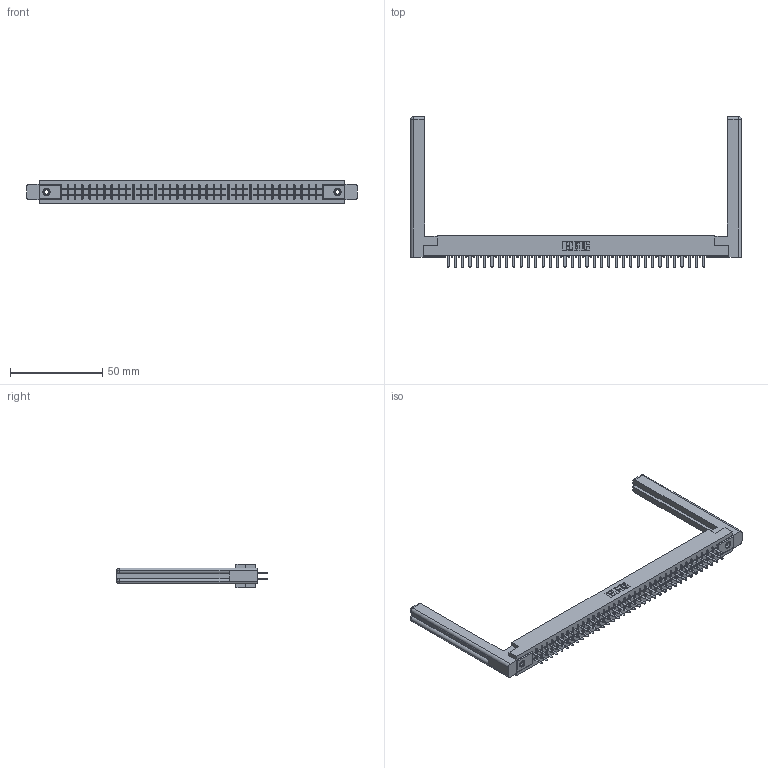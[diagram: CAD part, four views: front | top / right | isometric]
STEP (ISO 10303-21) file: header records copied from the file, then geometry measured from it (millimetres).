
FILE_DESCRIPTION (( 'STEP AP203' ), '1' );
FILE_NAME ('315-072-520-258.STEP', '2019-09-10T21:45:33', ( '' ), ( '' ), 'SwSTEP 2.0', 'SolidWorks 2016', '' );
FILE_SCHEMA (( 'CONFIG_CONTROL_DESIGN' ));
Length unit declared in the file: inch
Products named in the file (5): 315-072-520-258; 307-220-058; 305 Part_.156 Dia; 305-290-001_520; 345-250-001_345-250-001-102
Assembly tree (77 placements, depth 2):
  315-072-520-258
    305 Part_.156 Dia
    305-290-001_520  x72
    345-250-001_345-250-001-102  x2
    307-220-058  x2
Bounding box: 179.27 x 81.74 x 12.7 mm (x, y, z)
Volume: 25819.8 mm3; surface area: 28513.1 mm2
Topology: 77 solids, 77 shells, 3570 faces, 10138 edges, 6552 vertices
Faces by surface type: plane 2096, cylinder 1306, sphere 144, cone 12, torus 12
Entity records: 42222 total; most frequent: CARTESIAN_POINT 7001, ORIENTED_EDGE 6890, DIRECTION 6739, EDGE_CURVE 3445, LINE 2771, VECTOR 2771, VERTEX_POINT 2192, AXIS2_PLACEMENT_3D 1984
